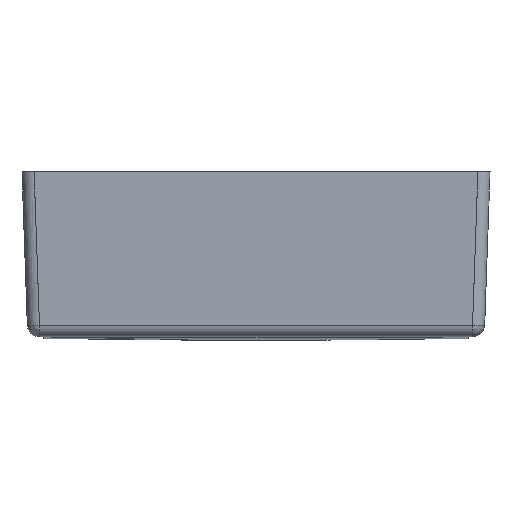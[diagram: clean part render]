
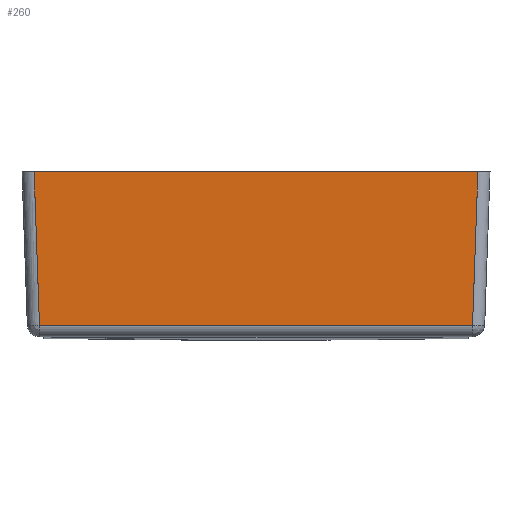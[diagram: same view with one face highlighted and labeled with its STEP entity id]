
A CAD part, left-side view. The second image highlights one B-rep face of the part: STEP entity #260.
In plain terms, the highlighted planar face has unit normal (-0.999, 0, -0.035).
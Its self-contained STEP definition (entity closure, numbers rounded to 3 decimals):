
#260=ADVANCED_FACE('',(#312),#1174,.T.);
#312=FACE_OUTER_BOUND('',#361,.T.);
#361=EDGE_LOOP('',(#444,#445,#446,#447));
#444=ORIENTED_EDGE('',*,*,#654,.T.);
#445=ORIENTED_EDGE('',*,*,#655,.T.);
#446=ORIENTED_EDGE('',*,*,#653,.T.);
#447=ORIENTED_EDGE('',*,*,#652,.T.);
#652=EDGE_CURVE('',#1001,#1002,#854,.T.);
#653=EDGE_CURVE('',#1000,#1001,#855,.T.);
#654=EDGE_CURVE('',#1002,#1003,#856,.T.);
#655=EDGE_CURVE('',#1003,#1000,#857,.T.);
#854=B_SPLINE_CURVE_WITH_KNOTS('',1,(#1467,#1468,#1469),.UNSPECIFIED.,.F.,
 .F.,(2,1,2),(-103.998,-23.615,-5.891),
 .UNSPECIFIED.);
#855=B_SPLINE_CURVE_WITH_KNOTS('',1,(#1470,#1471),.UNSPECIFIED.,.F.,.F.,
(2,2),(0.,357.21),.UNSPECIFIED.);
#856=B_SPLINE_CURVE_WITH_KNOTS('',1,(#1472,#1473),.UNSPECIFIED.,.F.,.F.,
(2,2),(17.425,383.459),.UNSPECIFIED.);
#857=B_SPLINE_CURVE_WITH_KNOTS('',1,(#1474,#1475,#1476),.UNSPECIFIED.,.F.,
 .F.,(2,1,2),(-107.421,-89.698,-9.314),
 .UNSPECIFIED.);
#1000=VERTEX_POINT('',#1463);
#1001=VERTEX_POINT('',#1464);
#1002=VERTEX_POINT('',#1465);
#1003=VERTEX_POINT('',#1466);
#1174=PLANE('',#1210);
#1210=AXIS2_PLACEMENT_3D('',#1462,#1229,$);
#1229=DIRECTION('',(-0.999,0.,-0.035));
#1462=CARTESIAN_POINT('',(-268.965,-245.442,165.931));
#1463=CARTESIAN_POINT('',(-263.599,178.605,12.259));
#1464=CARTESIAN_POINT('',(-263.599,-178.605,12.259));
#1465=CARTESIAN_POINT('',(-268.011,-183.017,138.608));
#1466=CARTESIAN_POINT('',(-268.011,183.017,138.608));
#1467=CARTESIAN_POINT('',(-263.599,-178.605,12.259));
#1468=CARTESIAN_POINT('',(-267.214,-182.22,115.783));
#1469=CARTESIAN_POINT('',(-268.011,-183.017,138.608));
#1470=CARTESIAN_POINT('',(-263.599,178.605,12.259));
#1471=CARTESIAN_POINT('',(-263.599,-178.605,12.259));
#1472=CARTESIAN_POINT('',(-268.011,-183.017,138.608));
#1473=CARTESIAN_POINT('',(-268.011,183.017,138.608));
#1474=CARTESIAN_POINT('',(-268.011,183.017,138.608));
#1475=CARTESIAN_POINT('',(-267.214,182.22,115.783));
#1476=CARTESIAN_POINT('',(-263.599,178.605,12.259));
